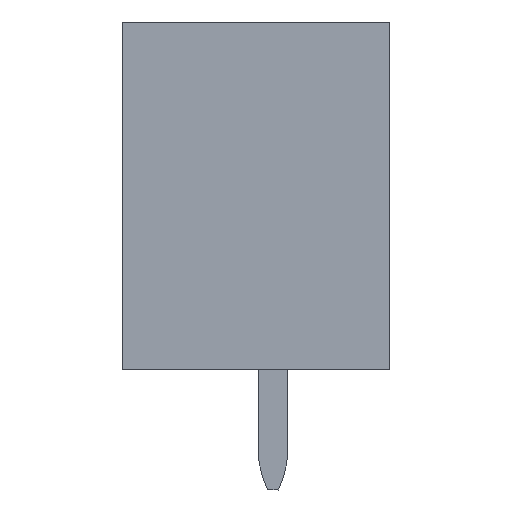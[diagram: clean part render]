
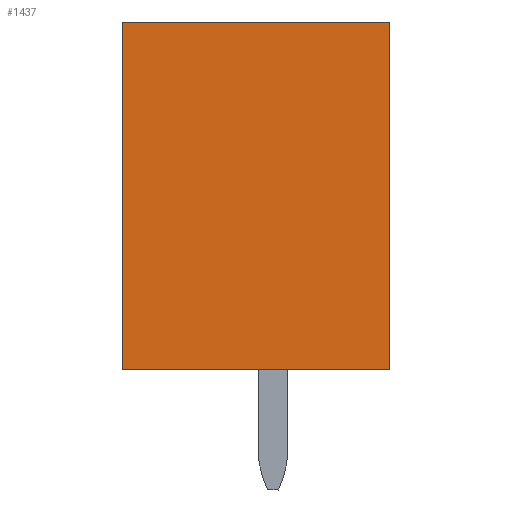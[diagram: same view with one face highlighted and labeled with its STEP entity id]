
A CAD part, left-side view. The second image highlights one B-rep face of the part: STEP entity #1437.
In plain terms, the highlighted planar face has unit normal (-1, 0, 0).
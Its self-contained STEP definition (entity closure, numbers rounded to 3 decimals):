
#1424=AXIS2_PLACEMENT_3D('Plane Axis2P3D',#1421,#1422,#1423) ;
#40=CARTESIAN_POINT('Vertex',(0.,0.,12.4)) ;
#45=CARTESIAN_POINT('Line Origine',(0.,0.,7.8)) ;
#49=CARTESIAN_POINT('Vertex',(0.,0.,3.2)) ;
#392=CARTESIAN_POINT('Vertex',(0.,7.07,12.4)) ;
#395=CARTESIAN_POINT('Line Origine',(0.,3.535,12.4)) ;
#1353=CARTESIAN_POINT('Vertex',(0.,7.07,3.2)) ;
#1356=CARTESIAN_POINT('Line Origine',(0.,7.07,7.8)) ;
#1421=CARTESIAN_POINT('Axis2P3D Location',(0.,0.,0.)) ;
#1426=CARTESIAN_POINT('Line Origine',(0.,3.535,3.2)) ;
#46=DIRECTION('Vector Direction',(0.,0.,-1.)) ;
#396=DIRECTION('Vector Direction',(0.,-1.,0.)) ;
#1357=DIRECTION('Vector Direction',(0.,0.,1.)) ;
#1422=DIRECTION('Axis2P3D Direction',(-1.,0.,0.)) ;
#1423=DIRECTION('Axis2P3D XDirection',(0.,0.,1.)) ;
#1427=DIRECTION('Vector Direction',(0.,1.,0.)) ;
#47=VECTOR('Line Direction',#46,1.) ;
#397=VECTOR('Line Direction',#396,1.) ;
#1358=VECTOR('Line Direction',#1357,1.) ;
#1428=VECTOR('Line Direction',#1427,1.) ;
#1432=ORIENTED_EDGE('',*,*,#1430,.T.) ;
#1433=ORIENTED_EDGE('',*,*,#51,.T.) ;
#1434=ORIENTED_EDGE('',*,*,#399,.T.) ;
#1435=ORIENTED_EDGE('',*,*,#1360,.T.) ;
#1437=ADVANCED_FACE('HOUSING',(#1436),#1425,.T.) ;
#51=EDGE_CURVE('',#50,#41,#48,.F.) ;
#399=EDGE_CURVE('',#41,#393,#398,.F.) ;
#1360=EDGE_CURVE('',#393,#1354,#1359,.F.) ;
#1430=EDGE_CURVE('',#1354,#50,#1429,.F.) ;
#1431=EDGE_LOOP('',(#1432,#1433,#1434,#1435)) ;
#1436=FACE_OUTER_BOUND('',#1431,.T.) ;
#48=LINE('Line',#45,#47) ;
#398=LINE('Line',#395,#397) ;
#1359=LINE('Line',#1356,#1358) ;
#1429=LINE('Line',#1426,#1428) ;
#1425=PLANE('',#1424) ;
#41=VERTEX_POINT('',#40) ;
#50=VERTEX_POINT('',#49) ;
#393=VERTEX_POINT('',#392) ;
#1354=VERTEX_POINT('',#1353) ;
